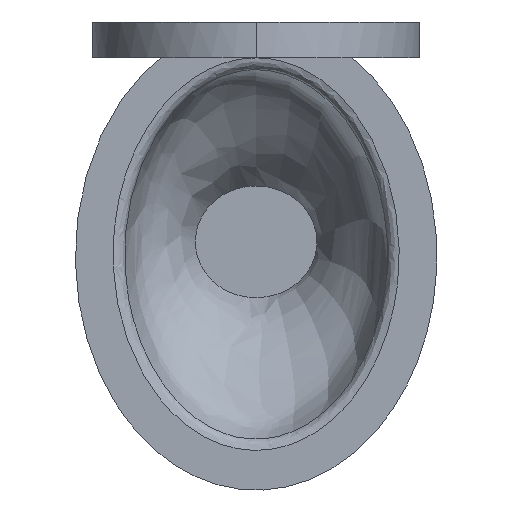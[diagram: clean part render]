
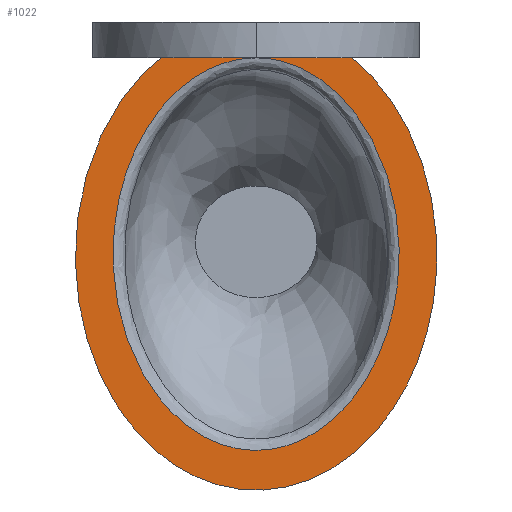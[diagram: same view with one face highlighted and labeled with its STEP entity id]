
A CAD part, left-side view. The second image highlights one B-rep face of the part: STEP entity #1022.
In plain terms, the highlighted free-form (B-spline) face has degree [1, 1] with [2, 2] control points.
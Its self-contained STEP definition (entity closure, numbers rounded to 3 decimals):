
#231 = EDGE_CURVE('',#232,#232,#234,.T.);
#232 = VERTEX_POINT('',#233);
#233 = CARTESIAN_POINT('',(-607.505,0.,320.627));
#234 = ( BOUNDED_CURVE() B_SPLINE_CURVE(2,(#235,#236,#237,#238,#239,#240
,#241),.UNSPECIFIED.,.T.,.F.) B_SPLINE_CURVE_WITH_KNOTS((1,2,2,2,2,1),(
    -2.094,0.,2.094,4.189,6.283,
8.378),.UNSPECIFIED.) CURVE() GEOMETRIC_REPRESENTATION_ITEM() 
RATIONAL_B_SPLINE_CURVE((1.,0.5,1.,0.5,1.,0.5,1.)) REPRESENTATION_ITEM(
  '') );
#235 = CARTESIAN_POINT('',(-607.505,0.,320.627));
#236 = CARTESIAN_POINT('',(-607.505,-445.816,
    320.627));
#237 = CARTESIAN_POINT('',(-607.505,-222.908,
    -179.298));
#238 = CARTESIAN_POINT('',(-607.505,0.,
    -679.224));
#239 = CARTESIAN_POINT('',(-607.505,222.908,
    -179.298));
#240 = CARTESIAN_POINT('',(-607.505,445.816,
    320.627));
#241 = CARTESIAN_POINT('',(-607.505,0.,320.627));
#1022 = ADVANCED_FACE('',(#1023,#1026),#1067,.F.);
#1023 = FACE_BOUND('',#1024,.F.);
#1024 = EDGE_LOOP('',(#1025));
#1025 = ORIENTED_EDGE('',*,*,#231,.T.);
#1026 = FACE_BOUND('',#1027,.T.);
#1027 = EDGE_LOOP('',(#1028));
#1028 = ORIENTED_EDGE('',*,*,#1029,.F.);
#1029 = EDGE_CURVE('',#1030,#1030,#1032,.T.);
#1030 = VERTEX_POINT('',#1031);
#1031 = CARTESIAN_POINT('',(-607.505,0.,
    269.565));
#1032 = B_SPLINE_CURVE_WITH_KNOTS('',3,(#1033,#1034,#1035,#1036,#1037,
    #1038,#1039,#1040,#1041,#1042,#1043,#1044,#1045,#1046,#1047,#1048,
    #1049,#1050,#1051,#1052,#1053,#1054,#1055,#1056,#1057,#1058,#1059,
    #1060,#1061,#1062,#1063,#1064,#1065,#1066),.UNSPECIFIED.,.T.,.F.,(1,
    3,1,1,1,1,1,1,1,1,1,1,1,1,1,1,2,1,1,1,1,1,1,1,1,1,1,1,1,1,1,3,1),(
    -97.566,-95.186,-92.807,-90.427,
    -88.047,-85.668,-82.495,-79.322,
    -76.149,-71.39,-66.631,-61.871,
    -57.112,-54.732,-52.353,-49.973,
    -47.593,-45.214,-42.834,-40.454,
    -38.075,-33.315,-28.556,-23.797,
    -19.037,-15.864,-12.692,-9.519,
    -7.139,-4.759,-2.38,0.,
    2.38),.UNSPECIFIED.);
#1033 = CARTESIAN_POINT('',(-607.505,0.,
    269.565));
#1034 = CARTESIAN_POINT('',(-607.505,12.714,
    269.565));
#1035 = CARTESIAN_POINT('',(-607.505,38.135,
    266.157));
#1036 = CARTESIAN_POINT('',(-607.505,73.747,
    251.76));
#1037 = CARTESIAN_POINT('',(-607.505,105.357,
    230.084));
#1038 = CARTESIAN_POINT('',(-607.505,135.454,
    200.024));
#1039 = CARTESIAN_POINT('',(-607.505,162.033,
    161.47));
#1040 = CARTESIAN_POINT('',(-607.505,183.272,
    115.081));
#1041 = CARTESIAN_POINT('',(-607.505,199.485,
    57.841));
#1042 = CARTESIAN_POINT('',(-607.505,206.341,
    -9.968));
#1043 = CARTESIAN_POINT('',(-607.505,198.692,
    -86.264));
#1044 = CARTESIAN_POINT('',(-607.505,175.276,
    -159.338));
#1045 = CARTESIAN_POINT('',(-607.505,141.576,
    -213.94));
#1046 = CARTESIAN_POINT('',(-607.505,105.41,
    -250.015));
#1047 = CARTESIAN_POINT('',(-607.505,73.773,
    -271.621));
#1048 = CARTESIAN_POINT('',(-607.505,38.132,
    -285.968));
#1049 = CARTESIAN_POINT('',(-607.505,12.714,
    -289.358));
#1050 = CARTESIAN_POINT('',(-607.505,-12.714,
    -289.358));
#1051 = CARTESIAN_POINT('',(-607.505,-38.133,
    -285.968));
#1052 = CARTESIAN_POINT('',(-607.505,-73.769,
    -271.623));
#1053 = CARTESIAN_POINT('',(-607.505,-105.411,
    -250.014));
#1054 = CARTESIAN_POINT('',(-607.505,-141.574,
    -213.943));
#1055 = CARTESIAN_POINT('',(-607.505,-175.277,
    -159.336));
#1056 = CARTESIAN_POINT('',(-607.505,-198.692,
    -86.263));
#1057 = CARTESIAN_POINT('',(-607.505,-206.341,
    -9.965));
#1058 = CARTESIAN_POINT('',(-607.505,-199.484,
    57.844));
#1059 = CARTESIAN_POINT('',(-607.505,-183.271,
    115.084));
#1060 = CARTESIAN_POINT('',(-607.505,-162.033,
    161.471));
#1061 = CARTESIAN_POINT('',(-607.505,-135.451,
    200.027));
#1062 = CARTESIAN_POINT('',(-607.505,-105.356,
    230.085));
#1063 = CARTESIAN_POINT('',(-607.505,-73.745,
    251.761));
#1064 = CARTESIAN_POINT('',(-607.505,-38.134,
    266.157));
#1065 = CARTESIAN_POINT('',(-607.505,-12.714,
    269.565));
#1066 = CARTESIAN_POINT('',(-607.505,0.,
    269.565));
#1067 = B_SPLINE_SURFACE_WITH_KNOTS('',1,1,(
    (#1068,#1069)
    ,(#1070,#1071
    )),.UNSPECIFIED.,.F.,.F.,.F.,(2,2),(2,2),(-250.825,250.825),(
    -193.71,193.71),.PIECEWISE_BEZIER_KNOTS.);
#1068 = CARTESIAN_POINT('',(-607.505,-257.392,
    320.627));
#1069 = CARTESIAN_POINT('',(-607.505,257.392,
    320.627));
#1070 = CARTESIAN_POINT('',(-607.505,-257.392,
    -345.94));
#1071 = CARTESIAN_POINT('',(-607.505,257.392,
    -345.94));
